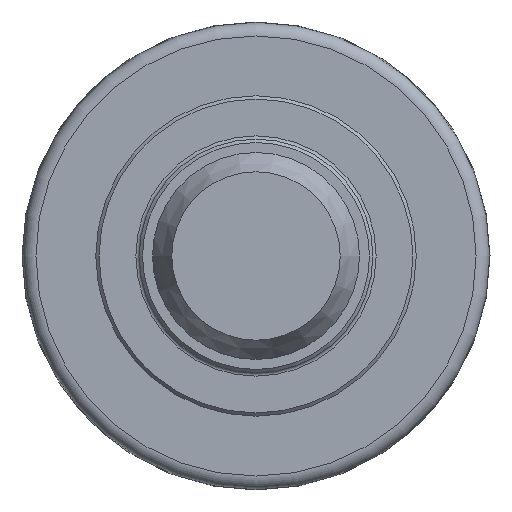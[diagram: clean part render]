
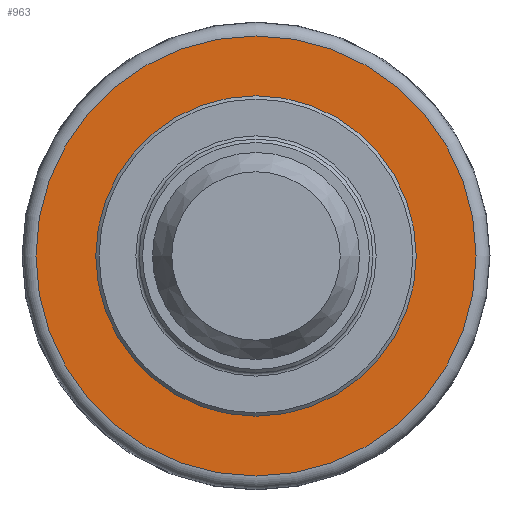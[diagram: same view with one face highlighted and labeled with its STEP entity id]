
A CAD part, left-side view. The second image highlights one B-rep face of the part: STEP entity #963.
In plain terms, the highlighted planar face has unit normal (-1, 0, 0).
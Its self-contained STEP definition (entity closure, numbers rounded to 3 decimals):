
#54=FACE_BOUND('',#222,.T.);
#83=CIRCLE('',#1062,24.);
#89=CIRCLE('',#1071,32.959);
#90=CIRCLE('',#1072,32.959);
#158=FACE_OUTER_BOUND('',#221,.T.);
#221=EDGE_LOOP('',(#804,#805));
#222=EDGE_LOOP('',(#806));
#446=VERTEX_POINT('',#1668);
#452=VERTEX_POINT('',#1684);
#453=VERTEX_POINT('',#1685);
#570=EDGE_CURVE('',#446,#446,#83,.T.);
#577=EDGE_CURVE('',#452,#453,#89,.T.);
#578=EDGE_CURVE('',#453,#452,#90,.T.);
#804=ORIENTED_EDGE('',*,*,#577,.F.);
#805=ORIENTED_EDGE('',*,*,#578,.F.);
#806=ORIENTED_EDGE('',*,*,#570,.T.);
#922=PLANE('',#1070);
#963=ADVANCED_FACE('',(#158,#54),#922,.T.);
#1062=AXIS2_PLACEMENT_3D('',#1669,#1302,#1303);
#1070=AXIS2_PLACEMENT_3D('',#1683,#1319,#1320);
#1071=AXIS2_PLACEMENT_3D('',#1686,#1321,#1322);
#1072=AXIS2_PLACEMENT_3D('',#1687,#1323,#1324);
#1302=DIRECTION('center_axis',(1.,0.,0.));
#1303=DIRECTION('ref_axis',(0.,0.,1.));
#1319=DIRECTION('center_axis',(-1.,0.,0.));
#1320=DIRECTION('ref_axis',(0.,1.,0.));
#1321=DIRECTION('center_axis',(1.,0.,0.));
#1322=DIRECTION('ref_axis',(0.,0.,1.));
#1323=DIRECTION('center_axis',(1.,0.,0.));
#1324=DIRECTION('ref_axis',(0.,0.,1.));
#1668=CARTESIAN_POINT('',(18.5,0.,-24.));
#1669=CARTESIAN_POINT('Origin',(18.5,0.,0.));
#1683=CARTESIAN_POINT('Origin',(18.5,0.,-31.059));
#1684=CARTESIAN_POINT('',(18.5,0.,-32.959));
#1685=CARTESIAN_POINT('',(18.5,32.959,0.));
#1686=CARTESIAN_POINT('Origin',(18.5,0.,0.));
#1687=CARTESIAN_POINT('Origin',(18.5,0.,0.));
